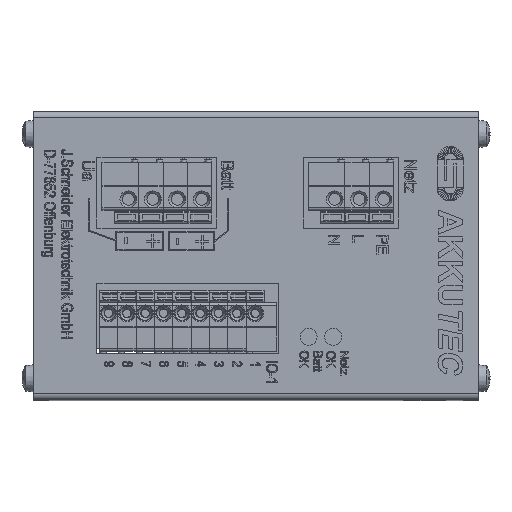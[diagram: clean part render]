
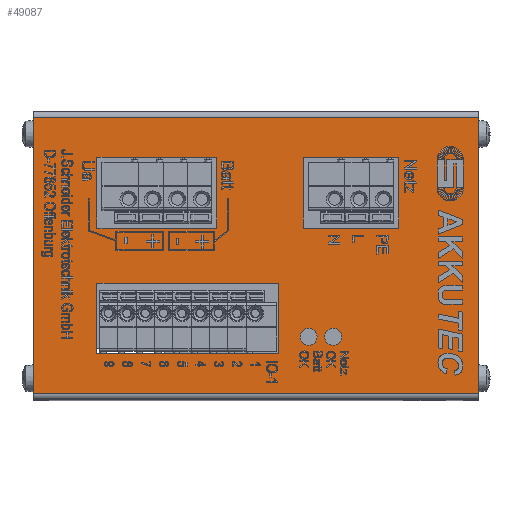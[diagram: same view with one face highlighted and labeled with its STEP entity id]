
A CAD part, top view. The second image highlights one B-rep face of the part: STEP entity #49087.
In plain terms, the highlighted face is planar.
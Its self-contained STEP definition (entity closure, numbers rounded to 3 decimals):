
#3126=FACE_BOUND('',#8679,.T.);
#3127=FACE_BOUND('',#8680,.T.);
#3128=FACE_BOUND('',#8681,.T.);
#3129=FACE_BOUND('',#8682,.T.);
#3130=FACE_BOUND('',#8683,.T.);
#3846=PLANE('',#52502);
#5810=FACE_OUTER_BOUND('',#8678,.T.);
#8678=EDGE_LOOP('',(#38130,#38131,#38132,#38133));
#8679=EDGE_LOOP('',(#38134));
#8680=EDGE_LOOP('',(#38135));
#8681=EDGE_LOOP('',(#38136,#38137,#38138,#38139));
#8682=EDGE_LOOP('',(#38140,#38141,#38142,#38143));
#8683=EDGE_LOOP('',(#38144,#38145,#38146,#38147));
#12486=LINE('',#70488,#17689);
#12489=LINE('',#70505,#17692);
#12492=LINE('',#70522,#17695);
#12496=LINE('',#70530,#17699);
#12499=LINE('',#70536,#17702);
#12502=LINE('',#70541,#17705);
#12504=LINE('',#70546,#17707);
#12508=LINE('',#70554,#17711);
#12511=LINE('',#70560,#17714);
#12514=LINE('',#70565,#17717);
#12516=LINE('',#70570,#17719);
#12520=LINE('',#70578,#17723);
#12523=LINE('',#70584,#17726);
#12526=LINE('',#70589,#17729);
#12528=LINE('',#70592,#17731);
#12529=LINE('',#70594,#17732);
#17689=VECTOR('',#58148,57.4);
#17692=VECTOR('',#58167,57.4);
#17695=VECTOR('',#58186,24.9);
#17699=VECTOR('',#58192,14.7);
#17702=VECTOR('',#58197,24.9);
#17705=VECTOR('',#58202,14.7);
#17707=VECTOR('',#58206,19.8);
#17711=VECTOR('',#58212,14.7);
#17714=VECTOR('',#58217,19.8);
#17717=VECTOR('',#58222,14.7);
#17719=VECTOR('',#58226,37.8);
#17723=VECTOR('',#58232,14.6);
#17726=VECTOR('',#58237,37.8);
#17729=VECTOR('',#58242,14.6);
#17731=VECTOR('',#58246,92.5);
#17732=VECTOR('',#58249,92.5);
#21478=CIRCLE('',#52485,1.75);
#21480=CIRCLE('',#52488,1.75);
#23334=VERTEX_POINT('',#70485);
#23335=VERTEX_POINT('',#70487);
#23340=VERTEX_POINT('',#70502);
#23341=VERTEX_POINT('',#70504);
#23343=VERTEX_POINT('',#70510);
#23345=VERTEX_POINT('',#70516);
#23346=VERTEX_POINT('',#70520);
#23347=VERTEX_POINT('',#70521);
#23350=VERTEX_POINT('',#70529);
#23352=VERTEX_POINT('',#70535);
#23354=VERTEX_POINT('',#70544);
#23355=VERTEX_POINT('',#70545);
#23358=VERTEX_POINT('',#70553);
#23360=VERTEX_POINT('',#70559);
#23362=VERTEX_POINT('',#70568);
#23363=VERTEX_POINT('',#70569);
#23366=VERTEX_POINT('',#70577);
#23368=VERTEX_POINT('',#70583);
#28790=EDGE_CURVE('',#23334,#23335,#12486,.T.);
#28799=EDGE_CURVE('',#23341,#23340,#12489,.T.);
#28803=EDGE_CURVE('',#23343,#23343,#21478,.T.);
#28806=EDGE_CURVE('',#23345,#23345,#21480,.T.);
#28807=EDGE_CURVE('',#23346,#23347,#12492,.T.);
#28811=EDGE_CURVE('',#23350,#23346,#12496,.T.);
#28814=EDGE_CURVE('',#23352,#23350,#12499,.T.);
#28817=EDGE_CURVE('',#23347,#23352,#12502,.T.);
#28819=EDGE_CURVE('',#23354,#23355,#12504,.T.);
#28823=EDGE_CURVE('',#23358,#23354,#12508,.T.);
#28826=EDGE_CURVE('',#23360,#23358,#12511,.T.);
#28829=EDGE_CURVE('',#23355,#23360,#12514,.T.);
#28831=EDGE_CURVE('',#23362,#23363,#12516,.T.);
#28835=EDGE_CURVE('',#23366,#23362,#12520,.T.);
#28838=EDGE_CURVE('',#23368,#23366,#12523,.T.);
#28841=EDGE_CURVE('',#23363,#23368,#12526,.T.);
#28843=EDGE_CURVE('',#23340,#23335,#12528,.T.);
#28844=EDGE_CURVE('',#23341,#23334,#12529,.T.);
#38130=ORIENTED_EDGE('',*,*,#28799,.T.);
#38131=ORIENTED_EDGE('',*,*,#28843,.T.);
#38132=ORIENTED_EDGE('',*,*,#28790,.F.);
#38133=ORIENTED_EDGE('',*,*,#28844,.F.);
#38134=ORIENTED_EDGE('',*,*,#28803,.T.);
#38135=ORIENTED_EDGE('',*,*,#28806,.T.);
#38136=ORIENTED_EDGE('',*,*,#28807,.T.);
#38137=ORIENTED_EDGE('',*,*,#28817,.T.);
#38138=ORIENTED_EDGE('',*,*,#28814,.T.);
#38139=ORIENTED_EDGE('',*,*,#28811,.T.);
#38140=ORIENTED_EDGE('',*,*,#28819,.T.);
#38141=ORIENTED_EDGE('',*,*,#28829,.T.);
#38142=ORIENTED_EDGE('',*,*,#28826,.T.);
#38143=ORIENTED_EDGE('',*,*,#28823,.T.);
#38144=ORIENTED_EDGE('',*,*,#28831,.T.);
#38145=ORIENTED_EDGE('',*,*,#28841,.T.);
#38146=ORIENTED_EDGE('',*,*,#28838,.T.);
#38147=ORIENTED_EDGE('',*,*,#28835,.T.);
#49087=ADVANCED_FACE('',(#5810,#3126,#3127,#3128,#3129,#3130),#3846,.T.);
#52485=AXIS2_PLACEMENT_3D('',#70512,#58175,#58176);
#52488=AXIS2_PLACEMENT_3D('',#70518,#58182,#58183);
#52502=AXIS2_PLACEMENT_3D('',#70593,#58247,#58248);
#58148=DIRECTION('',(0.,0.,1.));
#58167=DIRECTION('',(0.,0.,1.));
#58175=DIRECTION('center_axis',(1.,0.,0.));
#58176=DIRECTION('ref_axis',(0.,0.,1.));
#58182=DIRECTION('center_axis',(1.,0.,0.));
#58183=DIRECTION('ref_axis',(0.,0.,1.));
#58186=DIRECTION('',(0.,-1.,0.));
#58192=DIRECTION('',(0.,0.,1.));
#58197=DIRECTION('',(0.,1.,0.));
#58202=DIRECTION('',(0.,0.,-1.));
#58206=DIRECTION('',(0.,1.,0.));
#58212=DIRECTION('',(0.,0.,-1.));
#58217=DIRECTION('',(0.,-1.,0.));
#58222=DIRECTION('',(0.,0.,1.));
#58226=DIRECTION('',(0.,1.,0.));
#58232=DIRECTION('',(0.,0.,-1.));
#58237=DIRECTION('',(0.,-1.,0.));
#58242=DIRECTION('',(0.,0.,1.));
#58246=DIRECTION('',(0.,1.,0.));
#58247=DIRECTION('center_axis',(-1.,0.,0.));
#58248=DIRECTION('ref_axis',(0.,0.,1.));
#58249=DIRECTION('',(0.,1.,0.));
#70485=CARTESIAN_POINT('',(-112.4,92.5,-57.9));
#70487=CARTESIAN_POINT('',(-112.4,92.5,-0.5));
#70488=CARTESIAN_POINT('',(-112.4,92.5,-57.9));
#70502=CARTESIAN_POINT('',(-112.4,0.,-0.5));
#70504=CARTESIAN_POINT('',(-112.4,0.,-57.9));
#70505=CARTESIAN_POINT('',(-112.4,0.,-57.9));
#70510=CARTESIAN_POINT('',(-112.4,30.2,-47.85));
#70512=CARTESIAN_POINT('Origin',(-112.4,30.2,-46.1));
#70516=CARTESIAN_POINT('',(-112.4,35.3,-47.85));
#70518=CARTESIAN_POINT('Origin',(-112.4,35.3,-46.1));
#70520=CARTESIAN_POINT('',(-112.4,79.3,-8.8));
#70521=CARTESIAN_POINT('',(-112.4,54.4,-8.8));
#70522=CARTESIAN_POINT('',(-112.4,39.65,-8.8));
#70529=CARTESIAN_POINT('',(-112.4,79.3,-23.5));
#70530=CARTESIAN_POINT('',(-112.4,79.3,-40.7));
#70535=CARTESIAN_POINT('',(-112.4,54.4,-23.5));
#70536=CARTESIAN_POINT('',(-112.4,27.2,-23.5));
#70541=CARTESIAN_POINT('',(-112.4,54.4,-33.35));
#70544=CARTESIAN_POINT('',(-112.4,16.6,-23.5));
#70545=CARTESIAN_POINT('',(-112.4,36.4,-23.5));
#70546=CARTESIAN_POINT('',(-112.4,8.3,-23.5));
#70553=CARTESIAN_POINT('',(-112.4,16.6,-8.8));
#70554=CARTESIAN_POINT('',(-112.4,16.6,-33.35));
#70559=CARTESIAN_POINT('',(-112.4,36.4,-8.8));
#70560=CARTESIAN_POINT('',(-112.4,18.2,-8.8));
#70565=CARTESIAN_POINT('',(-112.4,36.4,-40.7));
#70568=CARTESIAN_POINT('',(-112.4,41.5,-49.6));
#70569=CARTESIAN_POINT('',(-112.4,79.3,-49.6));
#70570=CARTESIAN_POINT('',(-112.4,20.75,-49.6));
#70577=CARTESIAN_POINT('',(-112.4,41.5,-35.));
#70578=CARTESIAN_POINT('',(-112.4,41.5,-46.45));
#70583=CARTESIAN_POINT('',(-112.4,79.3,-35.));
#70584=CARTESIAN_POINT('',(-112.4,39.65,-35.));
#70589=CARTESIAN_POINT('',(-112.4,79.3,-53.75));
#70592=CARTESIAN_POINT('',(-112.4,0.,-0.5));
#70593=CARTESIAN_POINT('Origin',(-112.4,0.,-57.9));
#70594=CARTESIAN_POINT('',(-112.4,0.,-57.9));
